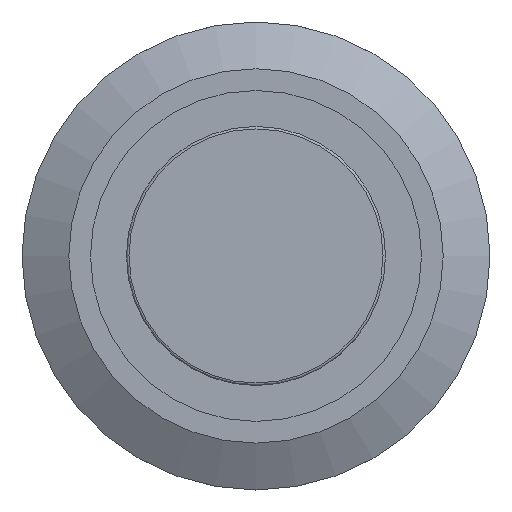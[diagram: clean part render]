
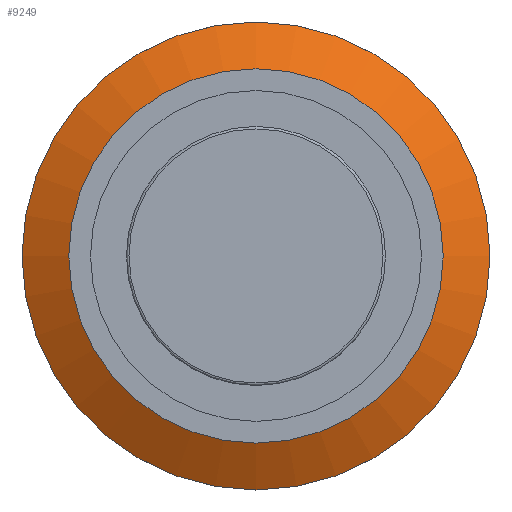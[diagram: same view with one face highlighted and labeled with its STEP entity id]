
A CAD part, top view. The second image highlights one B-rep face of the part: STEP entity #9249.
In plain terms, the highlighted conical face has half-angle 61.821 degrees and reference radius 12.6 mm.
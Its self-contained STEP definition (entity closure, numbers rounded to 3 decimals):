
#60=CONICAL_SURFACE('',#10225,12.6,1.079);
#984=FACE_OUTER_BOUND('',#1532,.T.);
#1532=EDGE_LOOP('',(#8360,#8361,#8362,#8363,#8364,#8365));
#2030=CIRCLE('',#10226,11.2);
#2031=CIRCLE('',#10227,11.2);
#2032=CIRCLE('',#10228,14.);
#2033=CIRCLE('',#10229,14.);
#2770=LINE('',#16722,#3632);
#3632=VECTOR('',#12832,12.6);
#4512=VERTEX_POINT('',#16717);
#4513=VERTEX_POINT('',#16718);
#4514=VERTEX_POINT('',#16721);
#4515=VERTEX_POINT('',#16723);
#5811=EDGE_CURVE('',#4512,#4513,#2030,.T.);
#5812=EDGE_CURVE('',#4513,#4512,#2031,.T.);
#5813=EDGE_CURVE('',#4513,#4514,#2770,.T.);
#5814=EDGE_CURVE('',#4515,#4514,#2032,.T.);
#5815=EDGE_CURVE('',#4514,#4515,#2033,.T.);
#8360=ORIENTED_EDGE('',*,*,#5811,.F.);
#8361=ORIENTED_EDGE('',*,*,#5812,.F.);
#8362=ORIENTED_EDGE('',*,*,#5813,.T.);
#8363=ORIENTED_EDGE('',*,*,#5814,.F.);
#8364=ORIENTED_EDGE('',*,*,#5815,.F.);
#8365=ORIENTED_EDGE('',*,*,#5813,.F.);
#9249=ADVANCED_FACE('',(#984),#60,.T.);
#10225=AXIS2_PLACEMENT_3D('',#16716,#12826,#12827);
#10226=AXIS2_PLACEMENT_3D('',#16719,#12828,#12829);
#10227=AXIS2_PLACEMENT_3D('',#16720,#12830,#12831);
#10228=AXIS2_PLACEMENT_3D('',#16724,#12833,#12834);
#10229=AXIS2_PLACEMENT_3D('',#16725,#12835,#12836);
#12826=DIRECTION('center_axis',(0.,0.,
-1.));
#12827=DIRECTION('ref_axis',(0.,1.,0.));
#12828=DIRECTION('center_axis',(0.,0.,
1.));
#12829=DIRECTION('ref_axis',(0.,1.,0.));
#12830=DIRECTION('center_axis',(0.,0.,
1.));
#12831=DIRECTION('ref_axis',(0.,1.,0.));
#12832=DIRECTION('',(0.,-0.881,-0.472));
#12833=DIRECTION('center_axis',(0.,0.,
-1.));
#12834=DIRECTION('ref_axis',(1.,0.,0.));
#12835=DIRECTION('center_axis',(0.,0.,
-1.));
#12836=DIRECTION('ref_axis',(1.,0.,0.));
#16716=CARTESIAN_POINT('Origin',(0.,0.,
249.819));
#16717=CARTESIAN_POINT('',(0.,11.2,250.569));
#16718=CARTESIAN_POINT('',(0.,-11.2,250.569));
#16719=CARTESIAN_POINT('Origin',(0.,0.,
250.569));
#16720=CARTESIAN_POINT('Origin',(0.,0.,
250.569));
#16721=CARTESIAN_POINT('',(0.,-14.,249.069));
#16722=CARTESIAN_POINT('',(0.,-12.6,249.819));
#16723=CARTESIAN_POINT('',(-14.,0.,249.069));
#16724=CARTESIAN_POINT('Origin',(0.,0.,
249.069));
#16725=CARTESIAN_POINT('Origin',(0.,0.,
249.069));
